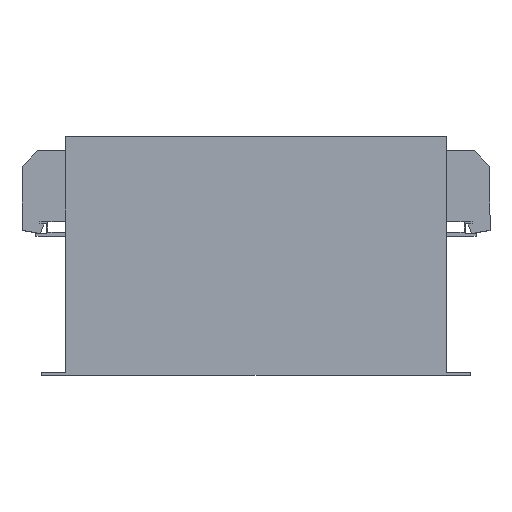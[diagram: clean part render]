
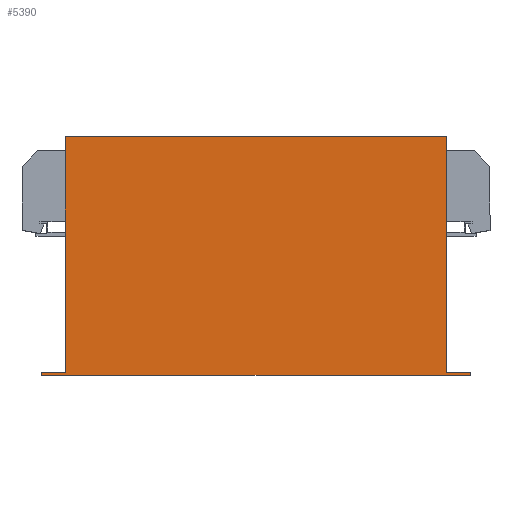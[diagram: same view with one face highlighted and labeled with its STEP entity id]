
A CAD part, top view. The second image highlights one B-rep face of the part: STEP entity #5390.
In plain terms, the highlighted planar face has unit normal (0, 0, 1).
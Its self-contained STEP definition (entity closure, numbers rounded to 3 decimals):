
#173 = VECTOR ( 'NONE', #1849, 1000. ) ;
#326 = VERTEX_POINT ( 'NONE', #8805 ) ;
#431 = VECTOR ( 'NONE', #5057, 1000. ) ;
#495 = CARTESIAN_POINT ( 'NONE',  ( 135., -1.5, 49.35 ) ) ;
#574 = CARTESIAN_POINT ( 'NONE',  ( -131., 88.5, 49.35 ) ) ;
#1287 = CARTESIAN_POINT ( 'NONE',  ( -135., 0., 49.35 ) ) ;
#1497 = VERTEX_POINT ( 'NONE', #6084 ) ;
#1582 = DIRECTION ( 'NONE',  ( 0., -1., 0. ) ) ;
#1783 = CARTESIAN_POINT ( 'NONE',  ( 0., 0., 49.35 ) ) ;
#1789 = ORIENTED_EDGE ( 'NONE', *, *, #9609, .T. ) ;
#1836 = CARTESIAN_POINT ( 'NONE',  ( -135., -1.5, 49.35 ) ) ;
#1849 = DIRECTION ( 'NONE',  ( 0., -1., 0. ) ) ;
#2000 = CARTESIAN_POINT ( 'NONE',  ( 120., 86., 49.35 ) ) ;
#2037 = CARTESIAN_POINT ( 'NONE',  ( 135., 0., 49.35 ) ) ;
#2069 = LINE ( 'NONE', #3168, #5229 ) ;
#2145 = DIRECTION ( 'NONE',  ( -1., 0., 0. ) ) ;
#2298 = VERTEX_POINT ( 'NONE', #6852 ) ;
#2318 = ORIENTED_EDGE ( 'NONE', *, *, #10287, .T. ) ;
#2558 = VERTEX_POINT ( 'NONE', #3416 ) ;
#2743 = CARTESIAN_POINT ( 'NONE',  ( 135., 0., 49.35 ) ) ;
#2759 = VECTOR ( 'NONE', #9603, 1000. ) ;
#2945 = ORIENTED_EDGE ( 'NONE', *, *, #7511, .T. ) ;
#3078 = AXIS2_PLACEMENT_3D ( 'NONE', #1783, #4216, #8313 ) ;
#3168 = CARTESIAN_POINT ( 'NONE',  ( -119.979, 88.5, 49.35 ) ) ;
#3180 = DIRECTION ( 'NONE',  ( -1., 0., 0. ) ) ;
#3188 = VECTOR ( 'NONE', #9737, 1000. ) ;
#3222 = VECTOR ( 'NONE', #8603, 1000. ) ;
#3313 = LINE ( 'NONE', #6584, #173 ) ;
#3416 = CARTESIAN_POINT ( 'NONE',  ( -135., -1.5, 49.35 ) ) ;
#3641 = DIRECTION ( 'NONE',  ( 0., 1., 0. ) ) ;
#3931 = LINE ( 'NONE', #1287, #2759 ) ;
#4216 = DIRECTION ( 'NONE',  ( 0., 0., -1. ) ) ;
#4248 = CARTESIAN_POINT ( 'NONE',  ( -135., 0., 49.35 ) ) ;
#4595 = CARTESIAN_POINT ( 'NONE',  ( -119.979, 148.6, 49.35 ) ) ;
#4795 = VERTEX_POINT ( 'NONE', #6474 ) ;
#5057 = DIRECTION ( 'NONE',  ( -1., 0., 0. ) ) ;
#5144 = EDGE_CURVE ( 'Defeature ausgef�hrt1_42+Defeature ausgef�hrt1_40+Defeature ausgef�hrt1_17+Defeature ausgef�hrt1_39', #8741, #8229, #7155, .T. ) ;
#5184 = FACE_OUTER_BOUND ( 'NONE', #8617, .T. ) ;
#5229 = VECTOR ( 'NONE', #1582, 1000. ) ;
#5329 = VERTEX_POINT ( 'NONE', #4248 ) ;
#5390 = ADVANCED_FACE ( 'Defeature ausgef�hrt1_42', ( #5184 ), #5816, .F. ) ;
#5426 = VERTEX_POINT ( 'NONE', #6916 ) ;
#5558 = VECTOR ( 'NONE', #10398, 1000. ) ;
#5805 = LINE ( 'NONE', #495, #3188 ) ;
#5816 = PLANE ( 'NONE',  #3078 ) ;
#6084 = CARTESIAN_POINT ( 'NONE',  ( -120., 0., 49.35 ) ) ;
#6403 = EDGE_CURVE ( 'Defeature ausgef�hrt1_42+Defeature ausgef�hrt1_20+Defeature ausgef�hrt1_29+Defeature ausgef�hrt1_19', #4795, #1497, #3313, .T. ) ;
#6405 = ORIENTED_EDGE ( 'NONE', *, *, #7303, .T. ) ;
#6416 = ORIENTED_EDGE ( 'NONE', *, *, #5144, .T. ) ;
#6474 = CARTESIAN_POINT ( 'NONE',  ( -120., 88.5, 49.35 ) ) ;
#6584 = CARTESIAN_POINT ( 'NONE',  ( -120., 0., 49.35 ) ) ;
#6689 = EDGE_CURVE ( 'Defeature ausgef�hrt1_42+Defeature ausgef�hrt1_29+Defeature ausgef�hrt1_10+Defeature ausgef�hrt1_20', #326, #4795, #9078, .T. ) ;
#6852 = CARTESIAN_POINT ( 'NONE',  ( 120., 0., 49.35 ) ) ;
#6916 = CARTESIAN_POINT ( 'NONE',  ( 120., 148.6, 49.35 ) ) ;
#7155 = LINE ( 'NONE', #2743, #3222 ) ;
#7163 = ORIENTED_EDGE ( 'NONE', *, *, #8102, .T. ) ;
#7303 = EDGE_CURVE ( 'Defeature ausgef�hrt1_42+Defeature ausgef�hrt1_17+Defeature ausgef�hrt1_18+Defeature ausgef�hrt1_40', #2558, #8741, #5805, .T. ) ;
#7353 = CARTESIAN_POINT ( 'NONE',  ( -119.979, 148.6, 49.35 ) ) ;
#7456 = LINE ( 'NONE', #7353, #9060 ) ;
#7511 = EDGE_CURVE ( 'Defeature ausgef�hrt1_42+Defeature ausgef�hrt1_18+Defeature ausgef�hrt1_19+Defeature ausgef�hrt1_17', #5329, #2558, #10334, .T. ) ;
#7988 = EDGE_CURVE ( 'Defeature ausgef�hrt1_42+Defeature ausgef�hrt1_39+Defeature ausgef�hrt1_40+Defeature ausgef�hrt1_2', #8229, #2298, #9649, .T. ) ;
#8102 = EDGE_CURVE ( 'Defeature ausgef�hrt1_42+Defeature ausgef�hrt1_2+Defeature ausgef�hrt1_39+Defeature ausgef�hrt1_30', #2298, #5426, #9094, .T. ) ;
#8200 = ORIENTED_EDGE ( 'NONE', *, *, #6689, .T. ) ;
#8229 = VERTEX_POINT ( 'NONE', #2037 ) ;
#8313 = DIRECTION ( 'NONE',  ( -1., 0., 0. ) ) ;
#8555 = CARTESIAN_POINT ( 'NONE',  ( 120., 0., 49.35 ) ) ;
#8603 = DIRECTION ( 'NONE',  ( 0., 1., 0. ) ) ;
#8617 = EDGE_LOOP ( 'NONE', ( #8200, #10204, #1789, #2945, #6405, #6416, #9851, #7163, #10607, #2318 ) ) ;
#8643 = CARTESIAN_POINT ( 'NONE',  ( 135., -1.5, 49.35 ) ) ;
#8704 = VECTOR ( 'NONE', #3641, 1000. ) ;
#8741 = VERTEX_POINT ( 'NONE', #8643 ) ;
#8805 = CARTESIAN_POINT ( 'NONE',  ( -119.979, 88.5, 49.35 ) ) ;
#9060 = VECTOR ( 'NONE', #3180, 1000. ) ;
#9078 = LINE ( 'NONE', #574, #9506 ) ;
#9094 = LINE ( 'NONE', #2000, #8704 ) ;
#9506 = VECTOR ( 'NONE', #2145, 1000. ) ;
#9580 = VERTEX_POINT ( 'NONE', #4595 ) ;
#9603 = DIRECTION ( 'NONE',  ( -1., 0., 0. ) ) ;
#9609 = EDGE_CURVE ( 'Defeature ausgef�hrt1_42+Defeature ausgef�hrt1_19+Defeature ausgef�hrt1_20+Defeature ausgef�hrt1_18', #1497, #5329, #3931, .T. ) ;
#9649 = LINE ( 'NONE', #8555, #431 ) ;
#9737 = DIRECTION ( 'NONE',  ( 1., 0., 0. ) ) ;
#9751 = EDGE_CURVE ( 'Defeature ausgef�hrt1_42+Defeature ausgef�hrt1_30+Defeature ausgef�hrt1_2+Defeature ausgef�hrt1_10', #5426, #9580, #7456, .T. ) ;
#9851 = ORIENTED_EDGE ( 'NONE', *, *, #7988, .T. ) ;
#10204 = ORIENTED_EDGE ( 'NONE', *, *, #6403, .T. ) ;
#10287 = EDGE_CURVE ( 'Defeature ausgef�hrt1_42+Defeature ausgef�hrt1_10+Defeature ausgef�hrt1_30+Defeature ausgef�hrt1_29', #9580, #326, #2069, .T. ) ;
#10334 = LINE ( 'NONE', #1836, #5558 ) ;
#10398 = DIRECTION ( 'NONE',  ( 0., -1., 0. ) ) ;
#10607 = ORIENTED_EDGE ( 'NONE', *, *, #9751, .T. ) ;
